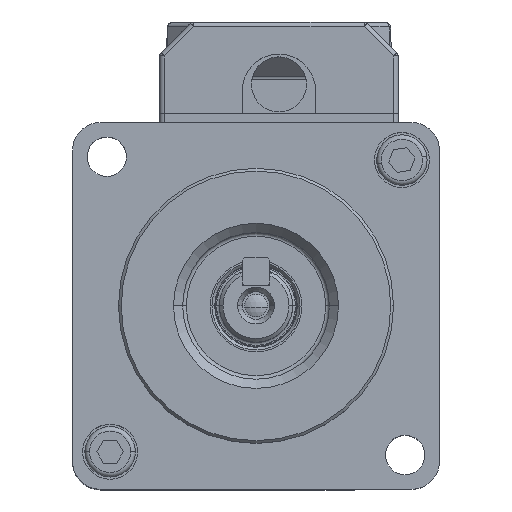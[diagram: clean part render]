
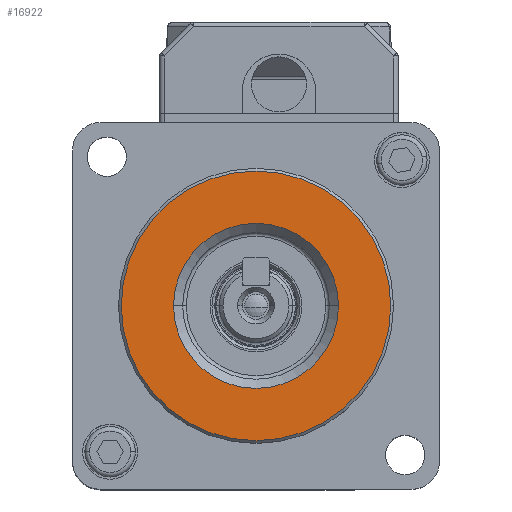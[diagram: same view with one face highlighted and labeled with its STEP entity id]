
A CAD part, top view. The second image highlights one B-rep face of the part: STEP entity #16922.
In plain terms, the highlighted planar face has unit normal (0, 0, 1).
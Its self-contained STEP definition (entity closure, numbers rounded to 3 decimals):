
#203 = CIRCLE ( 'NONE', #15228, 9. ) ;
#1048 = CARTESIAN_POINT ( 'NONE',  ( -14.7, 0., -22.6 ) ) ;
#1666 = DIRECTION ( 'NONE',  ( -1., 0., 0. ) ) ;
#6288 = AXIS2_PLACEMENT_3D ( 'NONE', #26408, #14102, #1666 ) ;
#6754 = CIRCLE ( 'NONE', #18516, 9. ) ;
#6893 = EDGE_LOOP ( 'NONE', ( #20326, #20956 ) ) ;
#8904 = DIRECTION ( 'NONE',  ( 0., 0., -1. ) ) ;
#9569 = DIRECTION ( 'NONE',  ( 0., 0., 1. ) ) ;
#9786 = PLANE ( 'NONE',  #6288 ) ;
#10557 = CARTESIAN_POINT ( 'NONE',  ( 0., 0., -22.6 ) ) ;
#10914 = CIRCLE ( 'NONE', #19907, 14.7 ) ;
#11358 = FACE_OUTER_BOUND ( 'NONE', #6893, .T. ) ;
#12063 = CARTESIAN_POINT ( 'NONE',  ( 0., 0., -22.6 ) ) ;
#12467 = AXIS2_PLACEMENT_3D ( 'NONE', #22001, #9569, #24070 ) ;
#12662 = DIRECTION ( 'NONE',  ( -1., 0., 0. ) ) ;
#12741 = EDGE_CURVE ( 'NONE', #18927, #19615, #10914, .T. ) ;
#12802 = ORIENTED_EDGE ( 'NONE', *, *, #12904, .T. ) ;
#12904 = EDGE_CURVE ( 'NONE', #18632, #26738, #203, .T. ) ;
#13923 = CIRCLE ( 'NONE', #12467, 14.7 ) ;
#14102 = DIRECTION ( 'NONE',  ( 0., 0., -1. ) ) ;
#14157 = DIRECTION ( 'NONE',  ( -1., 0., 0. ) ) ;
#15213 = EDGE_LOOP ( 'NONE', ( #20830, #12802 ) ) ;
#15228 = AXIS2_PLACEMENT_3D ( 'NONE', #21315, #8904, #23396 ) ;
#16220 = FACE_BOUND ( 'NONE', #15213, .T. ) ;
#16922 = ADVANCED_FACE ( 'NONE', ( #11358, #16220 ), #9786, .F. ) ;
#18516 = AXIS2_PLACEMENT_3D ( 'NONE', #12063, #26474, #14157 ) ;
#18561 = CARTESIAN_POINT ( 'NONE',  ( -9., 0., -22.6 ) ) ;
#18632 = VERTEX_POINT ( 'NONE', #18561 ) ;
#18927 = VERTEX_POINT ( 'NONE', #26202 ) ;
#19011 = EDGE_CURVE ( 'NONE', #26738, #18632, #6754, .T. ) ;
#19136 = EDGE_CURVE ( 'NONE', #19615, #18927, #13923, .T. ) ;
#19615 = VERTEX_POINT ( 'NONE', #1048 ) ;
#19644 = CARTESIAN_POINT ( 'NONE',  ( 9., 0., -22.6 ) ) ;
#19907 = AXIS2_PLACEMENT_3D ( 'NONE', #10557, #25027, #12662 ) ;
#20326 = ORIENTED_EDGE ( 'NONE', *, *, #19136, .T. ) ;
#20830 = ORIENTED_EDGE ( 'NONE', *, *, #19011, .T. ) ;
#20956 = ORIENTED_EDGE ( 'NONE', *, *, #12741, .T. ) ;
#21315 = CARTESIAN_POINT ( 'NONE',  ( 0., 0., -22.6 ) ) ;
#22001 = CARTESIAN_POINT ( 'NONE',  ( 0., 0., -22.6 ) ) ;
#23396 = DIRECTION ( 'NONE',  ( -1., 0., 0. ) ) ;
#24070 = DIRECTION ( 'NONE',  ( -1., 0., 0. ) ) ;
#25027 = DIRECTION ( 'NONE',  ( 0., 0., 1. ) ) ;
#26202 = CARTESIAN_POINT ( 'NONE',  ( 14.7, 0., -22.6 ) ) ;
#26408 = CARTESIAN_POINT ( 'NONE',  ( 0., 0., -22.6 ) ) ;
#26474 = DIRECTION ( 'NONE',  ( 0., 0., -1. ) ) ;
#26738 = VERTEX_POINT ( 'NONE', #19644 ) ;
